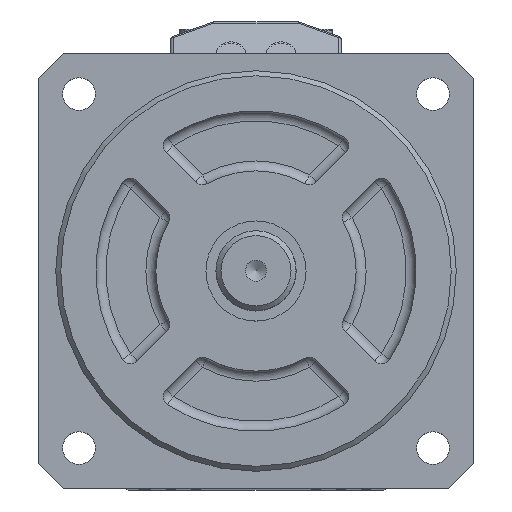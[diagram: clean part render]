
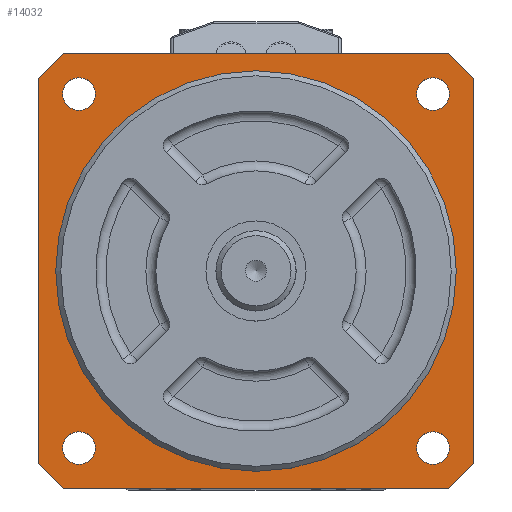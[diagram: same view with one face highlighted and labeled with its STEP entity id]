
A CAD part, top view. The second image highlights one B-rep face of the part: STEP entity #14032.
In plain terms, the highlighted planar face has unit normal (0, 0, 1).
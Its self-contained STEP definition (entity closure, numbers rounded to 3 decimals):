
#162 = VERTEX_POINT ( 'NONE', #17053 ) ;
#250 = DIRECTION ( 'NONE',  ( 0., 0., 1. ) ) ;
#313 = CARTESIAN_POINT ( 'NONE',  ( -78.562, -197.479, -201.493 ) ) ;
#594 = AXIS2_PLACEMENT_3D ( 'NONE', #5390, #16504, #1050 ) ;
#619 = CARTESIAN_POINT ( 'NONE',  ( -75.418, -276.335, -201.493 ) ) ;
#792 = EDGE_CURVE ( 'NONE', #162, #162, #12784, .T. ) ;
#951 = CIRCLE ( 'NONE', #16819, 3.25 ) ;
#952 = ORIENTED_EDGE ( 'NONE', *, *, #1959, .T. ) ;
#1050 = DIRECTION ( 'NONE',  ( -1., 0., 0. ) ) ;
#1316 = FACE_BOUND ( 'NONE', #3618, .T. ) ;
#1399 = DIRECTION ( 'NONE',  ( -1., 0., 0. ) ) ;
#1723 = CARTESIAN_POINT ( 'NONE',  ( -78.562, -197.479, -201.493 ) ) ;
#1959 = EDGE_CURVE ( 'NONE', #15223, #7625, #14738, .T. ) ;
#2174 = ORIENTED_EDGE ( 'NONE', *, *, #3758, .T. ) ;
#2247 = DIRECTION ( 'NONE',  ( 1., 0., 0. ) ) ;
#2336 = CARTESIAN_POINT ( 'NONE',  ( -78.562, -284.479, -201.493 ) ) ;
#2485 = ORIENTED_EDGE ( 'NONE', *, *, #4120, .T. ) ;
#2551 = DIRECTION ( 'NONE',  ( 0., 0., 1. ) ) ;
#2698 = VECTOR ( 'NONE', #13195, 1000. ) ;
#2760 = FACE_BOUND ( 'NONE', #13457, .T. ) ;
#2882 = DIRECTION ( 'NONE',  ( 0., 0., 1. ) ) ;
#2902 = ORIENTED_EDGE ( 'NONE', *, *, #792, .F. ) ;
#2922 = CARTESIAN_POINT ( 'NONE',  ( -83.562, -202.479, -201.493 ) ) ;
#3018 = VERTEX_POINT ( 'NONE', #4270 ) ;
#3225 = VERTEX_POINT ( 'NONE', #4493 ) ;
#3274 = AXIS2_PLACEMENT_3D ( 'NONE', #619, #14653, #2247 ) ;
#3618 = EDGE_LOOP ( 'NONE', ( #6142 ) ) ;
#3677 = ORIENTED_EDGE ( 'NONE', *, *, #10283, .T. ) ;
#3758 = EDGE_CURVE ( 'NONE', #13767, #3018, #7644, .T. ) ;
#3794 = DIRECTION ( 'NONE',  ( 1., 0., 0. ) ) ;
#3874 = AXIS2_PLACEMENT_3D ( 'NONE', #6702, #2882, #8309 ) ;
#3964 = CARTESIAN_POINT ( 'NONE',  ( -4.707, -276.335, -201.493 ) ) ;
#4120 = EDGE_CURVE ( 'NONE', #10269, #11686, #5657, .T. ) ;
#4270 = CARTESIAN_POINT ( 'NONE',  ( 3.438, -202.479, -201.493 ) ) ;
#4372 = LINE ( 'NONE', #2922, #9884 ) ;
#4400 = CARTESIAN_POINT ( 'NONE',  ( -1.457, -205.624, -201.493 ) ) ;
#4493 = CARTESIAN_POINT ( 'NONE',  ( -72.168, -205.624, -201.493 ) ) ;
#5023 = CIRCLE ( 'NONE', #15395, 3.25 ) ;
#5028 = ORIENTED_EDGE ( 'NONE', *, *, #11230, .T. ) ;
#5390 = CARTESIAN_POINT ( 'NONE',  ( 0., 0., -201.493 ) ) ;
#5477 = FACE_BOUND ( 'NONE', #11952, .T. ) ;
#5657 = LINE ( 'NONE', #313, #11915 ) ;
#5669 = CARTESIAN_POINT ( 'NONE',  ( -1.562, -197.479, -201.493 ) ) ;
#5763 = VERTEX_POINT ( 'NONE', #5854 ) ;
#5854 = CARTESIAN_POINT ( 'NONE',  ( -1.457, -276.335, -201.493 ) ) ;
#6142 = ORIENTED_EDGE ( 'NONE', *, *, #12224, .F. ) ;
#6191 = DIRECTION ( 'NONE',  ( 0., 1., 0. ) ) ;
#6230 = VECTOR ( 'NONE', #6191, 1000. ) ;
#6247 = LINE ( 'NONE', #15999, #2698 ) ;
#6411 = ORIENTED_EDGE ( 'NONE', *, *, #16242, .F. ) ;
#6672 = CARTESIAN_POINT ( 'NONE',  ( -78.562, -284.479, -201.493 ) ) ;
#6702 = CARTESIAN_POINT ( 'NONE',  ( -40.062, -240.979, -201.493 ) ) ;
#6867 = CARTESIAN_POINT ( 'NONE',  ( -83.562, -279.479, -201.493 ) ) ;
#7102 = DIRECTION ( 'NONE',  ( -0.707, -0.707, 0. ) ) ;
#7243 = VECTOR ( 'NONE', #9042, 1000. ) ;
#7450 = EDGE_LOOP ( 'NONE', ( #6411 ) ) ;
#7502 = ORIENTED_EDGE ( 'NONE', *, *, #10941, .F. ) ;
#7515 = AXIS2_PLACEMENT_3D ( 'NONE', #11265, #250, #14171 ) ;
#7625 = VERTEX_POINT ( 'NONE', #14083 ) ;
#7644 = LINE ( 'NONE', #14511, #6230 ) ;
#8309 = DIRECTION ( 'NONE',  ( 1., 0., 0. ) ) ;
#8514 = CARTESIAN_POINT ( 'NONE',  ( -1.562, -197.479, -201.493 ) ) ;
#8552 = LINE ( 'NONE', #9999, #13638 ) ;
#9042 = DIRECTION ( 'NONE',  ( 1., 0., 0. ) ) ;
#9301 = DIRECTION ( 'NONE',  ( 0., 0., 1. ) ) ;
#9410 = LINE ( 'NONE', #17898, #12476 ) ;
#9452 = PLANE ( 'NONE',  #594 ) ;
#9544 = FACE_OUTER_BOUND ( 'NONE', #13224, .T. ) ;
#9861 = LINE ( 'NONE', #8514, #16909 ) ;
#9884 = VECTOR ( 'NONE', #7102, 1000. ) ;
#9913 = CARTESIAN_POINT ( 'NONE',  ( -0.062, -240.979, -201.493 ) ) ;
#9986 = ORIENTED_EDGE ( 'NONE', *, *, #13742, .F. ) ;
#9999 = CARTESIAN_POINT ( 'NONE',  ( -83.562, -202.479, -201.493 ) ) ;
#10269 = VERTEX_POINT ( 'NONE', #5669 ) ;
#10283 = EDGE_CURVE ( 'NONE', #16896, #13571, #8552, .T. ) ;
#10675 = EDGE_CURVE ( 'NONE', #11686, #16896, #4372, .T. ) ;
#10941 = EDGE_CURVE ( 'NONE', #3225, #3225, #951, .T. ) ;
#11018 = DIRECTION ( 'NONE',  ( 0.707, 0.707, 0. ) ) ;
#11057 = ORIENTED_EDGE ( 'NONE', *, *, #17590, .T. ) ;
#11230 = EDGE_CURVE ( 'NONE', #13571, #15223, #6247, .T. ) ;
#11265 = CARTESIAN_POINT ( 'NONE',  ( -4.707, -205.624, -201.493 ) ) ;
#11349 = DIRECTION ( 'NONE',  ( 0., -1., 0. ) ) ;
#11670 = CIRCLE ( 'NONE', #3874, 40. ) ;
#11686 = VERTEX_POINT ( 'NONE', #1723 ) ;
#11781 = CARTESIAN_POINT ( 'NONE',  ( -75.418, -205.624, -201.493 ) ) ;
#11881 = EDGE_CURVE ( 'NONE', #7625, #13767, #9410, .T. ) ;
#11915 = VECTOR ( 'NONE', #1399, 1000. ) ;
#11952 = EDGE_LOOP ( 'NONE', ( #9986 ) ) ;
#12125 = EDGE_LOOP ( 'NONE', ( #2902 ) ) ;
#12224 = EDGE_CURVE ( 'NONE', #5763, #5763, #5023, .T. ) ;
#12426 = ORIENTED_EDGE ( 'NONE', *, *, #10675, .T. ) ;
#12476 = VECTOR ( 'NONE', #11018, 1000. ) ;
#12536 = CARTESIAN_POINT ( 'NONE',  ( 3.438, -279.479, -201.493 ) ) ;
#12784 = CIRCLE ( 'NONE', #3274, 3.25 ) ;
#13076 = CARTESIAN_POINT ( 'NONE',  ( -83.562, -202.479, -201.493 ) ) ;
#13195 = DIRECTION ( 'NONE',  ( 0.707, -0.707, 0. ) ) ;
#13224 = EDGE_LOOP ( 'NONE', ( #12426, #3677, #5028, #952, #15135, #2174, #11057, #2485 ) ) ;
#13457 = EDGE_LOOP ( 'NONE', ( #7502 ) ) ;
#13571 = VERTEX_POINT ( 'NONE', #6867 ) ;
#13638 = VECTOR ( 'NONE', #11349, 1000. ) ;
#13742 = EDGE_CURVE ( 'NONE', #15611, #15611, #17624, .T. ) ;
#13767 = VERTEX_POINT ( 'NONE', #12536 ) ;
#14032 = ADVANCED_FACE ( 'NONE', ( #2760, #1316, #17860, #16418, #9544, #5477 ), #9452, .F. ) ;
#14083 = CARTESIAN_POINT ( 'NONE',  ( -1.562, -284.479, -201.493 ) ) ;
#14171 = DIRECTION ( 'NONE',  ( 1., 0., 0. ) ) ;
#14511 = CARTESIAN_POINT ( 'NONE',  ( 3.438, -202.479, -201.493 ) ) ;
#14653 = DIRECTION ( 'NONE',  ( 0., 0., 1. ) ) ;
#14736 = DIRECTION ( 'NONE',  ( -0.707, 0.707, 0. ) ) ;
#14738 = LINE ( 'NONE', #2336, #7243 ) ;
#14951 = DIRECTION ( 'NONE',  ( 1., 0., 0. ) ) ;
#15135 = ORIENTED_EDGE ( 'NONE', *, *, #11881, .T. ) ;
#15223 = VERTEX_POINT ( 'NONE', #6672 ) ;
#15395 = AXIS2_PLACEMENT_3D ( 'NONE', #3964, #9301, #3794 ) ;
#15611 = VERTEX_POINT ( 'NONE', #4400 ) ;
#15999 = CARTESIAN_POINT ( 'NONE',  ( -83.562, -279.479, -201.493 ) ) ;
#16242 = EDGE_CURVE ( 'NONE', #16783, #16783, #11670, .T. ) ;
#16418 = FACE_BOUND ( 'NONE', #7450, .T. ) ;
#16504 = DIRECTION ( 'NONE',  ( 0., 0., -1. ) ) ;
#16783 = VERTEX_POINT ( 'NONE', #9913 ) ;
#16819 = AXIS2_PLACEMENT_3D ( 'NONE', #11781, #2551, #14951 ) ;
#16896 = VERTEX_POINT ( 'NONE', #13076 ) ;
#16909 = VECTOR ( 'NONE', #14736, 1000. ) ;
#17053 = CARTESIAN_POINT ( 'NONE',  ( -72.168, -276.335, -201.493 ) ) ;
#17590 = EDGE_CURVE ( 'NONE', #3018, #10269, #9861, .T. ) ;
#17624 = CIRCLE ( 'NONE', #7515, 3.25 ) ;
#17860 = FACE_BOUND ( 'NONE', #12125, .T. ) ;
#17898 = CARTESIAN_POINT ( 'NONE',  ( 3.438, -279.479, -201.493 ) ) ;
